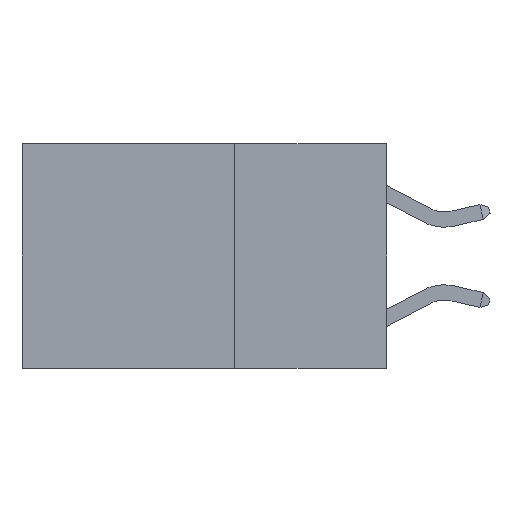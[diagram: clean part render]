
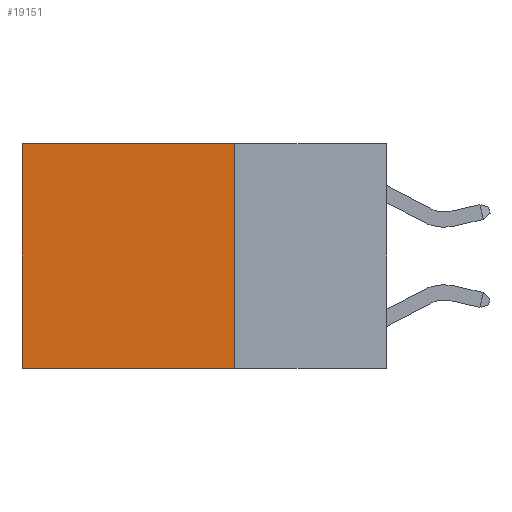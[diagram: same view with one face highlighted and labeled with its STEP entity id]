
A CAD part, left-side view. The second image highlights one B-rep face of the part: STEP entity #19151.
In plain terms, the highlighted planar face has unit normal (-1, 0, 0).
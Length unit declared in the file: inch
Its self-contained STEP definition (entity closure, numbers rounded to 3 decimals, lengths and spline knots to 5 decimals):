
#1378 = AXIS2_PLACEMENT_3D ( 'NONE', #5180, #10860, #23790 ) ;
#2645 = EDGE_CURVE ( 'NONE', #3947, #12059, #4075, .T. ) ;
#2773 = CARTESIAN_POINT ( 'NONE',  ( 0.2625, 0.6, -0.37 ) ) ;
#2901 = LINE ( 'NONE', #12141, #8501 ) ;
#3941 = ORIENTED_EDGE ( 'NONE', *, *, #17819, .T. ) ;
#3947 = VERTEX_POINT ( 'NONE', #19443 ) ;
#4075 = LINE ( 'NONE', #18046, #13498 ) ;
#5180 = CARTESIAN_POINT ( 'NONE',  ( 0.2625, 0.25, 0. ) ) ;
#5256 = ORIENTED_EDGE ( 'NONE', *, *, #13373, .F. ) ;
#7820 = ORIENTED_EDGE ( 'NONE', *, *, #2645, .F. ) ;
#8262 = CARTESIAN_POINT ( 'NONE',  ( 0.2625, 0.25, 0. ) ) ;
#8501 = VECTOR ( 'NONE', #21372, 39.37008 ) ;
#8798 = EDGE_LOOP ( 'NONE', ( #16371, #7820, #5256, #3941 ) ) ;
#10139 = DIRECTION ( 'NONE',  ( 0., 0., -1. ) ) ;
#10860 = DIRECTION ( 'NONE',  ( 1., 0., 0. ) ) ;
#12059 = VERTEX_POINT ( 'NONE', #2773 ) ;
#12141 = CARTESIAN_POINT ( 'NONE',  ( 0.2625, 0.6, 0. ) ) ;
#12604 = PLANE ( 'NONE',  #1378 ) ;
#12879 = CARTESIAN_POINT ( 'NONE',  ( 0.2625, 0.25, 0. ) ) ;
#13373 = EDGE_CURVE ( 'NONE', #17607, #3947, #14940, .T. ) ;
#13498 = VECTOR ( 'NONE', #19896, 39.37008 ) ;
#14371 = VECTOR ( 'NONE', #10139, 39.37008 ) ;
#14377 = LINE ( 'NONE', #15298, #23567 ) ;
#14940 = LINE ( 'NONE', #8262, #14371 ) ;
#15298 = CARTESIAN_POINT ( 'NONE',  ( 0.2625, 0.25, 0. ) ) ;
#16371 = ORIENTED_EDGE ( 'NONE', *, *, #22969, .T. ) ;
#17153 = DIRECTION ( 'NONE',  ( 0., 1., 0. ) ) ;
#17607 = VERTEX_POINT ( 'NONE', #12879 ) ;
#17819 = EDGE_CURVE ( 'NONE', #17607, #20247, #14377, .T. ) ;
#18046 = CARTESIAN_POINT ( 'NONE',  ( 0.2625, 0.25, -0.37 ) ) ;
#19151 = ADVANCED_FACE ( 'NONE', ( #19551 ), #12604, .F. ) ;
#19443 = CARTESIAN_POINT ( 'NONE',  ( 0.2625, 0.25, -0.37 ) ) ;
#19551 = FACE_OUTER_BOUND ( 'NONE', #8798, .T. ) ;
#19896 = DIRECTION ( 'NONE',  ( 0., 1., 0. ) ) ;
#20247 = VERTEX_POINT ( 'NONE', #21207 ) ;
#21207 = CARTESIAN_POINT ( 'NONE',  ( 0.2625, 0.6, 0. ) ) ;
#21372 = DIRECTION ( 'NONE',  ( 0., 0., -1. ) ) ;
#22969 = EDGE_CURVE ( 'NONE', #20247, #12059, #2901, .T. ) ;
#23567 = VECTOR ( 'NONE', #17153, 39.37008 ) ;
#23790 = DIRECTION ( 'NONE',  ( 0., 0., -1. ) ) ;
